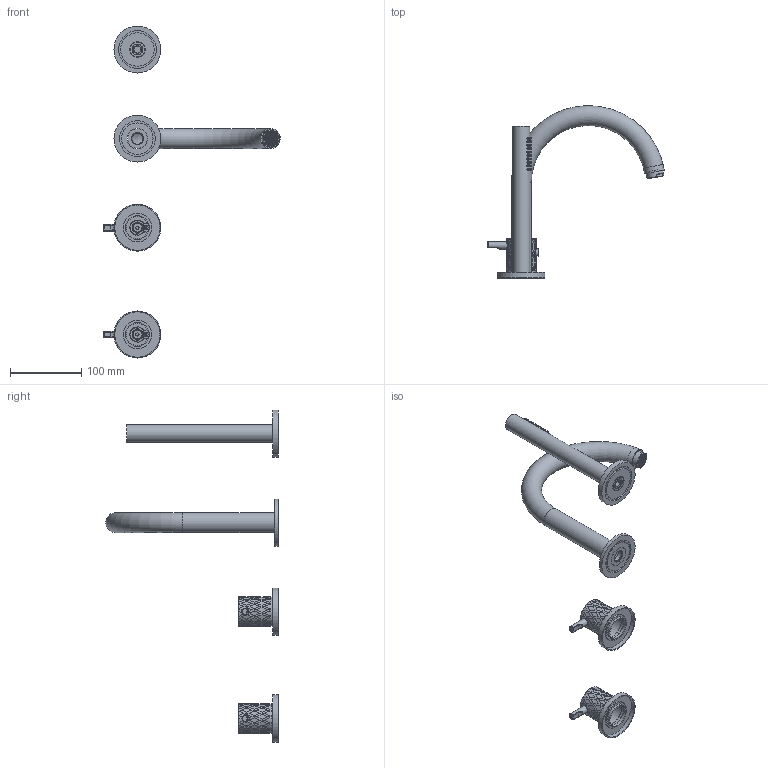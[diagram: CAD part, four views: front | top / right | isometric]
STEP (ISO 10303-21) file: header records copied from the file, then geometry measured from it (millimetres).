
FILE_DESCRIPTION (( 'STEP AP203' ), '1' );
FILE_NAME ('59CP12321.STEP', '2025-11-07T08:12:40', ( '' ), ( '' ), 'SwSTEP 2.0', 'SolidWorks 2021', '' );
FILE_SCHEMA (( 'CONFIG_CONTROL_DESIGN' ));
Length unit declared in the file: millimetre
Products named in the file (1): 59CP12321
Bounding box: 247.9 x 241.95 x 466 mm (x, y, z)
Volume: 215368.5 mm3; surface area: 180721.4 mm2
Topology: 18 solids, 18 shells, 1878 faces, 4946 edges, 3242 vertices
Faces by surface type: plane 1041, cylinder 349, bspline 342, cone 132, torus 10, sphere 4
Full cylindrical faces by diameter (mm): 3.1 x4, 3.3 x2, 4.15 x2, 4.5 x2, 4.65 x2, 4.8 x2, 5 x2, 6 x2, 9.8 x3, 10.1 x4, 10.2 x2, 12.5 x2, 15 x1, 15.5 x1, 16 x1, 17.4 x1, 18 x1, 19 x1, 20 x2, 20.8 x1, 21 x2, 21.1 x1, 22.5 x2, 23 x1, 23.85 x1, 24 x2, 24.5 x1, 25.6 x2, 26.4 x1, 28 x1
Entity records: 90607 total; most frequent: CARTESIAN_POINT 49393, ORIENTED_EDGE 9162, DIRECTION 6568, EDGE_CURVE 4581, VERTEX_POINT 3107, LINE 2564, VECTOR 2564, EDGE_LOOP 2434
